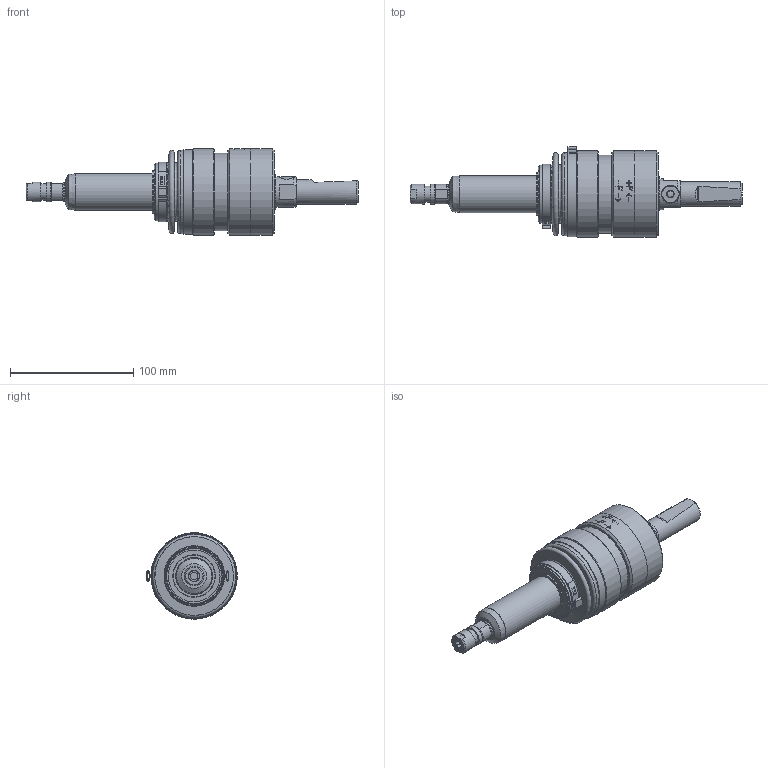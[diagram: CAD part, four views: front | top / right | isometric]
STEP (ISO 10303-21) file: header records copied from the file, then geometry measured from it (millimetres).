
FILE_DESCRIPTION(/* description */ (''),/* implementation_level */ '2;1');
FILE_NAME(/* name */ 'ESR 350 X3_60051755.stp',/* time_stamp */ '2019-02-07T14:27:54+01:00',/* author */ ('flambert'),/* organization */ (''),/* preprocessor_version */ 'ST-DEVELOPER v17',/* originating_system */ 'Autodesk Inventor 2018',/* authorisation */ '');
FILE_SCHEMA (('AUTOMOTIVE_DESIGN { 1 0 10303 214 3 1 1 }'));
Length unit declared in the file: millimetre
Products named in the file (1): ESR 350 X3_60051755
Bounding box: 268.97 x 73.45 x 70 mm (x, y, z)
Volume: 398962.8 mm3; surface area: 60251.1 mm2
Topology: 1 solids, 3 shells, 415 faces, 1223 edges, 820 vertices
Faces by surface type: plane 218, cylinder 122, cone 55, torus 12, bspline 8
Full cylindrical faces by diameter (mm): 2 x2, 4 x1, 6 x2, 8.566 x1, 9.188 x1, 9.2 x1, 12.19 x1, 13 x2, 14.5 x2, 16 x3, 20 x1, 25 x1, 30 x1, 34 x1, 34.5 x1, 45 x3, 47 x1, 63 x1, 65 x1, 65.5 x1, 67.5 x1, 70 x3
Entity records: 15213 total; most frequent: CARTESIAN_POINT 3366, ORIENTED_EDGE 2446, DIRECTION 2429, EDGE_CURVE 1223, AXIS2_PLACEMENT_3D 953, VERTEX_POINT 820, CIRCLE 533, LINE 523
